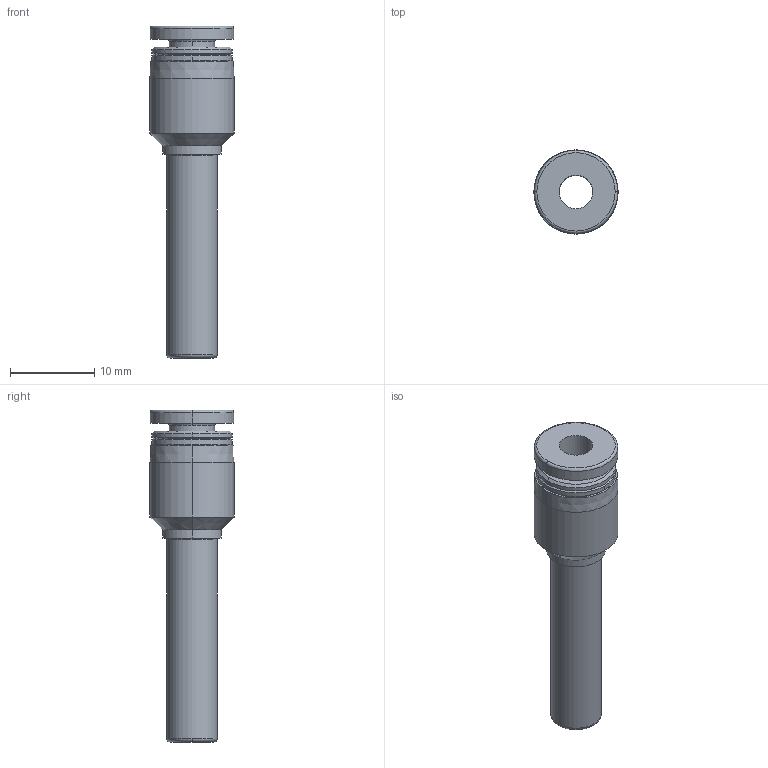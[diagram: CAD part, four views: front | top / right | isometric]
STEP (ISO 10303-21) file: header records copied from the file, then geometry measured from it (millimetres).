
FILE_DESCRIPTION(/* description */ (''),/* implementation_level */ '2;1');
FILE_NAME(/* name */ 'PGJ06-04.stp',/* time_stamp */ '2025-02-11T15:05:07-05:00',/* author */ ('esanner'),/* organization */ (''),/* preprocessor_version */ 'ST-DEVELOPER v19',/* originating_system */ 'AutoCAD Mechanical',/* authorisation */ '');
FILE_SCHEMA (('AUTOMOTIVE_DESIGN { 1 0 10303 214 3 1 1 }'));
Length unit declared in the file: millimetre
Products named in the file (1): Product
Bounding box: 10 x 10 x 39.4 mm (x, y, z)
Volume: 1238.9 mm3; surface area: 1603 mm2
Topology: 1 solids, 1 shells, 40 faces, 91 edges, 57 vertices
Faces by surface type: cylinder 14, cone 12, torus 8, plane 6
Full cylindrical faces by diameter (mm): 4 x1, 6 x1
Entity records: 1206 total; most frequent: DIRECTION 241, CARTESIAN_POINT 195, ORIENTED_EDGE 188, AXIS2_PLACEMENT_3D 106, EDGE_CURVE 94, CIRCLE 65, VERTEX_POINT 60, EDGE_LOOP 46
